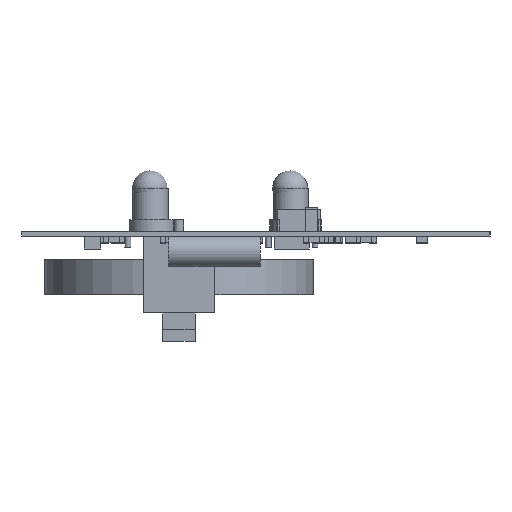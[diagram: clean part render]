
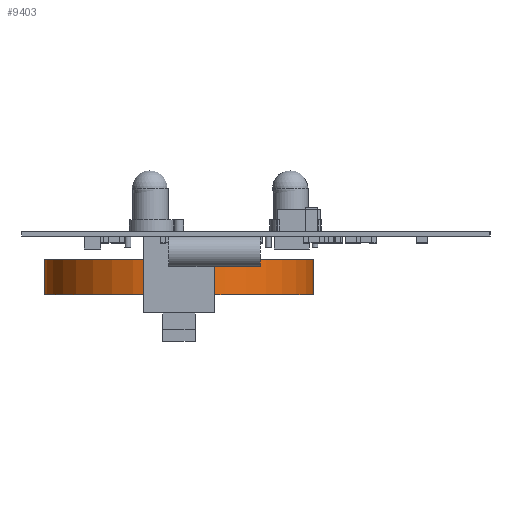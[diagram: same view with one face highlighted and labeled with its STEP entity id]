
A CAD part, left-side view. The second image highlights one B-rep face of the part: STEP entity #9403.
In plain terms, the highlighted cylindrical face has radius 11.5 mm (diameter 23 mm), a full revolution.
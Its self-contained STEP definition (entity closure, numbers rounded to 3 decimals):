
#9403 = ADVANCED_FACE('',(#9404),#9417,.T.);
#9404 = FACE_BOUND('',#9405,.T.);
#9405 = EDGE_LOOP('',(#9406,#9466,#9489,#9542));
#9406 = ORIENTED_EDGE('',*,*,#9407,.T.);
#9407 = EDGE_CURVE('',#9408,#9408,#9410,.T.);
#9408 = VERTEX_POINT('',#9409);
#9409 = CARTESIAN_POINT('',(11.5,0.,0.));
#9410 = SURFACE_CURVE('',#9411,(#9416,#9450),.PCURVE_S1.);
#9411 = CIRCLE('',#9412,11.5);
#9412 = AXIS2_PLACEMENT_3D('',#9413,#9414,#9415);
#9413 = CARTESIAN_POINT('',(0.,0.,0.));
#9414 = DIRECTION('',(0.,0.,1.));
#9415 = DIRECTION('',(1.,0.,0.));
#9416 = PCURVE('',#9417,#9422);
#9417 = CYLINDRICAL_SURFACE('',#9418,11.5);
#9418 = AXIS2_PLACEMENT_3D('',#9419,#9420,#9421);
#9419 = CARTESIAN_POINT('',(0.,0.,0.));
#9420 = DIRECTION('',(0.,0.,-1.));
#9421 = DIRECTION('',(1.,0.,0.));
#9422 = DEFINITIONAL_REPRESENTATION('',(#9423),#9449);
#9423 = B_SPLINE_CURVE_WITH_KNOTS('',3,(#9424,#9425,#9426,#9427,#9428,
    #9429,#9430,#9431,#9432,#9433,#9434,#9435,#9436,#9437,#9438,#9439,
    #9440,#9441,#9442,#9443,#9444,#9445,#9446,#9447,#9448),
  .UNSPECIFIED.,.F.,.F.,(4,1,1,1,1,1,1,1,1,1,1,1,1,1,1,1,1,1,1,1,1,1,4),
  (0.,0.286,0.571,0.857,1.142,
    1.428,1.714,1.999,2.285,
    2.57,2.856,3.142,3.427,
    3.713,3.998,4.284,4.57,
    4.855,5.141,5.426,5.712,
    5.998,6.283),.QUASI_UNIFORM_KNOTS.);
#9424 = CARTESIAN_POINT('',(6.283,0.));
#9425 = CARTESIAN_POINT('',(6.188,0.));
#9426 = CARTESIAN_POINT('',(5.998,0.));
#9427 = CARTESIAN_POINT('',(5.712,0.));
#9428 = CARTESIAN_POINT('',(5.426,0.));
#9429 = CARTESIAN_POINT('',(5.141,0.));
#9430 = CARTESIAN_POINT('',(4.855,0.));
#9431 = CARTESIAN_POINT('',(4.57,0.));
#9432 = CARTESIAN_POINT('',(4.284,0.));
#9433 = CARTESIAN_POINT('',(3.998,0.));
#9434 = CARTESIAN_POINT('',(3.713,0.));
#9435 = CARTESIAN_POINT('',(3.427,0.));
#9436 = CARTESIAN_POINT('',(3.142,0.));
#9437 = CARTESIAN_POINT('',(2.856,0.));
#9438 = CARTESIAN_POINT('',(2.57,0.));
#9439 = CARTESIAN_POINT('',(2.285,0.));
#9440 = CARTESIAN_POINT('',(1.999,0.));
#9441 = CARTESIAN_POINT('',(1.714,0.));
#9442 = CARTESIAN_POINT('',(1.428,0.));
#9443 = CARTESIAN_POINT('',(1.142,0.));
#9444 = CARTESIAN_POINT('',(0.857,0.));
#9445 = CARTESIAN_POINT('',(0.571,0.));
#9446 = CARTESIAN_POINT('',(0.286,0.));
#9447 = CARTESIAN_POINT('',(0.095,0.));
#9448 = CARTESIAN_POINT('',(0.,0.));
#9449 = ( GEOMETRIC_REPRESENTATION_CONTEXT(2) 
PARAMETRIC_REPRESENTATION_CONTEXT() REPRESENTATION_CONTEXT('2D SPACE',''
  ) );
#9450 = PCURVE('',#9451,#9456);
#9451 = PLANE('',#9452);
#9452 = AXIS2_PLACEMENT_3D('',#9453,#9454,#9455);
#9453 = CARTESIAN_POINT('',(11.5,0.,0.));
#9454 = DIRECTION('',(0.,0.,-1.));
#9455 = DIRECTION('',(-1.,0.,0.));
#9456 = DEFINITIONAL_REPRESENTATION('',(#9457),#9465);
#9457 = ( BOUNDED_CURVE() B_SPLINE_CURVE(2,(#9458,#9459,#9460,#9461,
#9462,#9463,#9464),.UNSPECIFIED.,.F.,.F.) B_SPLINE_CURVE_WITH_KNOTS((1,2
    ,2,2,2,1),(-2.094,0.,2.094,4.189,
6.283,8.378),.UNSPECIFIED.) CURVE() 
GEOMETRIC_REPRESENTATION_ITEM() RATIONAL_B_SPLINE_CURVE((1.,0.5,1.,0.5,
1.,0.5,1.)) REPRESENTATION_ITEM('') );
#9458 = CARTESIAN_POINT('',(0.,0.));
#9459 = CARTESIAN_POINT('',(0.,19.919));
#9460 = CARTESIAN_POINT('',(17.25,9.959));
#9461 = CARTESIAN_POINT('',(34.5,0.));
#9462 = CARTESIAN_POINT('',(17.25,-9.959));
#9463 = CARTESIAN_POINT('',(0.,-19.919));
#9464 = CARTESIAN_POINT('',(0.,0.));
#9465 = ( GEOMETRIC_REPRESENTATION_CONTEXT(2) 
PARAMETRIC_REPRESENTATION_CONTEXT() REPRESENTATION_CONTEXT('2D SPACE',''
  ) );
#9466 = ORIENTED_EDGE('',*,*,#9467,.T.);
#9467 = EDGE_CURVE('',#9408,#9468,#9470,.T.);
#9468 = VERTEX_POINT('',#9469);
#9469 = CARTESIAN_POINT('',(11.5,0.,3.));
#9470 = SEAM_CURVE('',#9471,(#9475,#9482),.PCURVE_S1.);
#9471 = LINE('',#9472,#9473);
#9472 = CARTESIAN_POINT('',(11.5,0.,0.));
#9473 = VECTOR('',#9474,1.);
#9474 = DIRECTION('',(0.,0.,1.));
#9475 = PCURVE('',#9417,#9476);
#9476 = DEFINITIONAL_REPRESENTATION('',(#9477),#9481);
#9477 = LINE('',#9478,#9479);
#9478 = CARTESIAN_POINT('',(0.,0.));
#9479 = VECTOR('',#9480,1.);
#9480 = DIRECTION('',(0.,-1.));
#9481 = ( GEOMETRIC_REPRESENTATION_CONTEXT(2) 
PARAMETRIC_REPRESENTATION_CONTEXT() REPRESENTATION_CONTEXT('2D SPACE',''
  ) );
#9482 = PCURVE('',#9417,#9483);
#9483 = DEFINITIONAL_REPRESENTATION('',(#9484),#9488);
#9484 = LINE('',#9485,#9486);
#9485 = CARTESIAN_POINT('',(6.283,0.));
#9486 = VECTOR('',#9487,1.);
#9487 = DIRECTION('',(0.,-1.));
#9488 = ( GEOMETRIC_REPRESENTATION_CONTEXT(2) 
PARAMETRIC_REPRESENTATION_CONTEXT() REPRESENTATION_CONTEXT('2D SPACE',''
  ) );
#9489 = ORIENTED_EDGE('',*,*,#9490,.F.);
#9490 = EDGE_CURVE('',#9468,#9468,#9491,.T.);
#9491 = SURFACE_CURVE('',#9492,(#9497,#9526),.PCURVE_S1.);
#9492 = CIRCLE('',#9493,11.5);
#9493 = AXIS2_PLACEMENT_3D('',#9494,#9495,#9496);
#9494 = CARTESIAN_POINT('',(0.,0.,3.));
#9495 = DIRECTION('',(0.,0.,1.));
#9496 = DIRECTION('',(1.,0.,0.));
#9497 = PCURVE('',#9417,#9498);
#9498 = DEFINITIONAL_REPRESENTATION('',(#9499),#9525);
#9499 = B_SPLINE_CURVE_WITH_KNOTS('',3,(#9500,#9501,#9502,#9503,#9504,
    #9505,#9506,#9507,#9508,#9509,#9510,#9511,#9512,#9513,#9514,#9515,
    #9516,#9517,#9518,#9519,#9520,#9521,#9522,#9523,#9524),
  .UNSPECIFIED.,.F.,.F.,(4,1,1,1,1,1,1,1,1,1,1,1,1,1,1,1,1,1,1,1,1,1,4),
  (0.,0.286,0.571,0.857,1.142,
    1.428,1.714,1.999,2.285,
    2.57,2.856,3.142,3.427,
    3.713,3.998,4.284,4.57,
    4.855,5.141,5.426,5.712,
    5.998,6.283),.QUASI_UNIFORM_KNOTS.);
#9500 = CARTESIAN_POINT('',(6.283,-3.));
#9501 = CARTESIAN_POINT('',(6.188,-3.));
#9502 = CARTESIAN_POINT('',(5.998,-3.));
#9503 = CARTESIAN_POINT('',(5.712,-3.));
#9504 = CARTESIAN_POINT('',(5.426,-3.));
#9505 = CARTESIAN_POINT('',(5.141,-3.));
#9506 = CARTESIAN_POINT('',(4.855,-3.));
#9507 = CARTESIAN_POINT('',(4.57,-3.));
#9508 = CARTESIAN_POINT('',(4.284,-3.));
#9509 = CARTESIAN_POINT('',(3.998,-3.));
#9510 = CARTESIAN_POINT('',(3.713,-3.));
#9511 = CARTESIAN_POINT('',(3.427,-3.));
#9512 = CARTESIAN_POINT('',(3.142,-3.));
#9513 = CARTESIAN_POINT('',(2.856,-3.));
#9514 = CARTESIAN_POINT('',(2.57,-3.));
#9515 = CARTESIAN_POINT('',(2.285,-3.));
#9516 = CARTESIAN_POINT('',(1.999,-3.));
#9517 = CARTESIAN_POINT('',(1.714,-3.));
#9518 = CARTESIAN_POINT('',(1.428,-3.));
#9519 = CARTESIAN_POINT('',(1.142,-3.));
#9520 = CARTESIAN_POINT('',(0.857,-3.));
#9521 = CARTESIAN_POINT('',(0.571,-3.));
#9522 = CARTESIAN_POINT('',(0.286,-3.));
#9523 = CARTESIAN_POINT('',(0.095,-3.));
#9524 = CARTESIAN_POINT('',(0.,-3.));
#9525 = ( GEOMETRIC_REPRESENTATION_CONTEXT(2) 
PARAMETRIC_REPRESENTATION_CONTEXT() REPRESENTATION_CONTEXT('2D SPACE',''
  ) );
#9526 = PCURVE('',#9527,#9532);
#9527 = PLANE('',#9528);
#9528 = AXIS2_PLACEMENT_3D('',#9529,#9530,#9531);
#9529 = CARTESIAN_POINT('',(11.5,0.,3.));
#9530 = DIRECTION('',(0.,0.,-1.));
#9531 = DIRECTION('',(-1.,0.,0.));
#9532 = DEFINITIONAL_REPRESENTATION('',(#9533),#9541);
#9533 = ( BOUNDED_CURVE() B_SPLINE_CURVE(2,(#9534,#9535,#9536,#9537,
#9538,#9539,#9540),.UNSPECIFIED.,.F.,.F.) B_SPLINE_CURVE_WITH_KNOTS((1,2
    ,2,2,2,1),(-2.094,0.,2.094,4.189,
6.283,8.378),.UNSPECIFIED.) CURVE() 
GEOMETRIC_REPRESENTATION_ITEM() RATIONAL_B_SPLINE_CURVE((1.,0.5,1.,0.5,
1.,0.5,1.)) REPRESENTATION_ITEM('') );
#9534 = CARTESIAN_POINT('',(0.,0.));
#9535 = CARTESIAN_POINT('',(0.,19.919));
#9536 = CARTESIAN_POINT('',(17.25,9.959));
#9537 = CARTESIAN_POINT('',(34.5,0.));
#9538 = CARTESIAN_POINT('',(17.25,-9.959));
#9539 = CARTESIAN_POINT('',(0.,-19.919));
#9540 = CARTESIAN_POINT('',(0.,0.));
#9541 = ( GEOMETRIC_REPRESENTATION_CONTEXT(2) 
PARAMETRIC_REPRESENTATION_CONTEXT() REPRESENTATION_CONTEXT('2D SPACE',''
  ) );
#9542 = ORIENTED_EDGE('',*,*,#9467,.F.);
